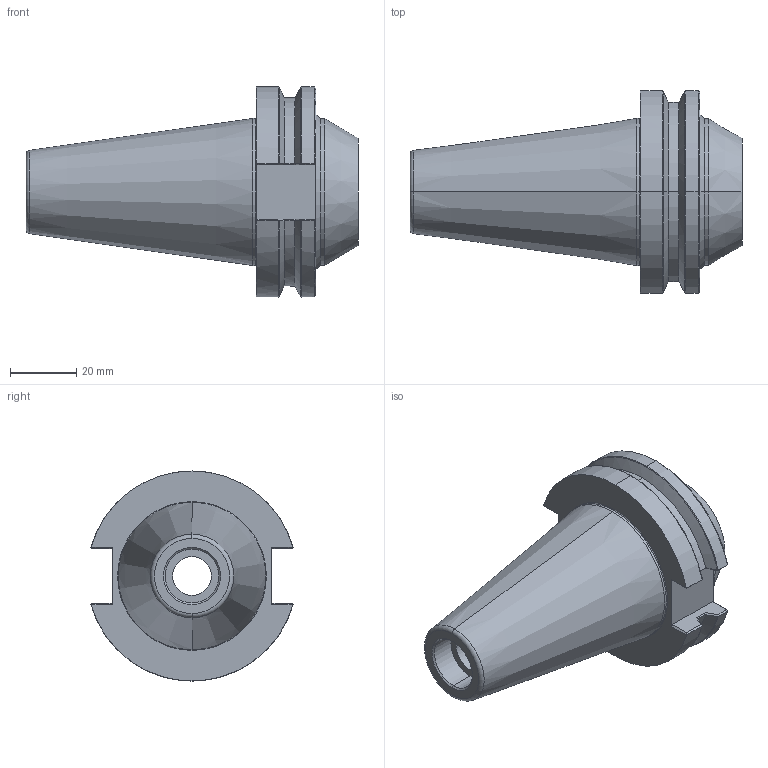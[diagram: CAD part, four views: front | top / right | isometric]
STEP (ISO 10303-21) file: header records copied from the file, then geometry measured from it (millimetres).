
FILE_DESCRIPTION (( 'STEP AP203' ), '1' );
FILE_NAME ('CAT40 EM 1.0-1.STEP', '2019-02-23T19:22:49', ( '' ), ( '' ), 'SwSTEP 2.0', 'SolidWorks 2017', '' );
FILE_SCHEMA (( 'CONFIG_CONTROL_DESIGN' ));
Length unit declared in the file: inch
Products named in the file (1): CAT40 EM 1.0-1
Bounding box: 100.33 x 61.13 x 63.5 mm (x, y, z)
Volume: 95336 mm3; surface area: 24338 mm2
Topology: 1 solids, 1 shells, 90 faces, 235 edges, 151 vertices
Faces by surface type: plane 32, cylinder 21, cone 19, torus 10, bspline 8
Entity records: 3139 total; most frequent: CARTESIAN_POINT 941, ORIENTED_EDGE 470, DIRECTION 404, EDGE_CURVE 235, AXIS2_PLACEMENT_3D 156, VERTEX_POINT 151, EDGE_LOOP 98, LINE 92
